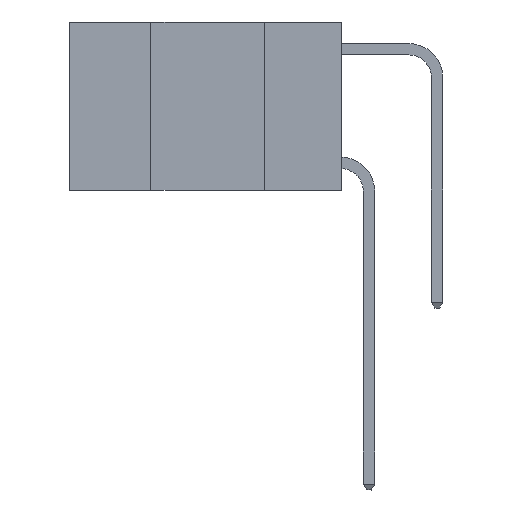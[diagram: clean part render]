
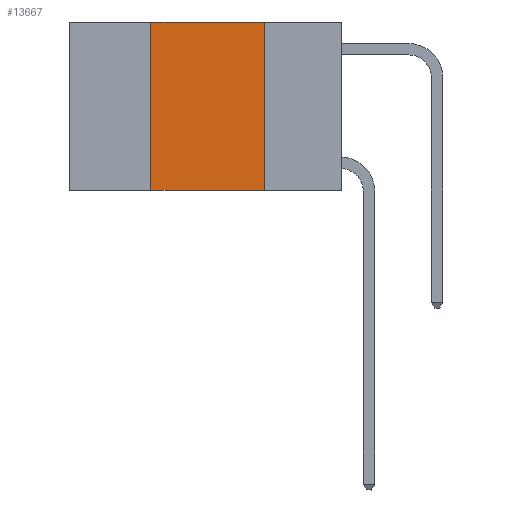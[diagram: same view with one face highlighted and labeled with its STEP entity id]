
A CAD part, left-side view. The second image highlights one B-rep face of the part: STEP entity #13667.
In plain terms, the highlighted planar face has unit normal (-1, 0, 0).
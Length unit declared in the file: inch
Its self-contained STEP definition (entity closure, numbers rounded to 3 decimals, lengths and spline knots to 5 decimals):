
#293 = LINE ( 'NONE', #25152, #20906 ) ;
#353 = CARTESIAN_POINT ( 'NONE',  ( 0., 0.17, 0. ) ) ;
#1707 = AXIS2_PLACEMENT_3D ( 'NONE', #6328, #20207, #8342 ) ;
#2478 = EDGE_LOOP ( 'NONE', ( #14746, #14993, #15869, #7488 ) ) ;
#2802 = LINE ( 'NONE', #8009, #12847 ) ;
#4336 = EDGE_CURVE ( 'NONE', #22641, #25231, #293, .T. ) ;
#5380 = EDGE_CURVE ( 'NONE', #25231, #7578, #19361, .T. ) ;
#5704 = CARTESIAN_POINT ( 'NONE',  ( 0., 0.42, -0.37 ) ) ;
#5866 = EDGE_CURVE ( 'NONE', #22641, #20281, #2802, .T. ) ;
#5929 = DIRECTION ( 'NONE',  ( 0., 0., -1. ) ) ;
#6328 = CARTESIAN_POINT ( 'NONE',  ( 0., 0.6, 0. ) ) ;
#6452 = CARTESIAN_POINT ( 'NONE',  ( 0., 0.6, 0. ) ) ;
#7488 = ORIENTED_EDGE ( 'NONE', *, *, #5866, .T. ) ;
#7578 = VERTEX_POINT ( 'NONE', #353 ) ;
#8009 = CARTESIAN_POINT ( 'NONE',  ( 0., 0.6, -0.37 ) ) ;
#8342 = DIRECTION ( 'NONE',  ( 0., 0., -1. ) ) ;
#10912 = EDGE_CURVE ( 'NONE', #7578, #20281, #24586, .T. ) ;
#12847 = VECTOR ( 'NONE', #21859, 39.37008 ) ;
#13494 = VECTOR ( 'NONE', #16494, 39.37008 ) ;
#13667 = ADVANCED_FACE ( 'NONE', ( #15534 ), #23709, .F. ) ;
#14229 = CARTESIAN_POINT ( 'NONE',  ( 0., 0.17, -0.37 ) ) ;
#14746 = ORIENTED_EDGE ( 'NONE', *, *, #10912, .F. ) ;
#14993 = ORIENTED_EDGE ( 'NONE', *, *, #5380, .F. ) ;
#15534 = FACE_OUTER_BOUND ( 'NONE', #2478, .T. ) ;
#15869 = ORIENTED_EDGE ( 'NONE', *, *, #4336, .F. ) ;
#16494 = DIRECTION ( 'NONE',  ( 0., -1., 0. ) ) ;
#19361 = LINE ( 'NONE', #6452, #13494 ) ;
#19389 = VECTOR ( 'NONE', #5929, 39.37008 ) ;
#19731 = CARTESIAN_POINT ( 'NONE',  ( 0., 0.17, 0. ) ) ;
#20207 = DIRECTION ( 'NONE',  ( 1., 0., 0. ) ) ;
#20281 = VERTEX_POINT ( 'NONE', #14229 ) ;
#20906 = VECTOR ( 'NONE', #21227, 39.37008 ) ;
#21227 = DIRECTION ( 'NONE',  ( 0., 0., 1. ) ) ;
#21859 = DIRECTION ( 'NONE',  ( 0., -1., 0. ) ) ;
#22641 = VERTEX_POINT ( 'NONE', #5704 ) ;
#23239 = CARTESIAN_POINT ( 'NONE',  ( 0., 0.42, 0. ) ) ;
#23709 = PLANE ( 'NONE',  #1707 ) ;
#24586 = LINE ( 'NONE', #19731, #19389 ) ;
#25152 = CARTESIAN_POINT ( 'NONE',  ( 0., 0.42, 0. ) ) ;
#25231 = VERTEX_POINT ( 'NONE', #23239 ) ;
